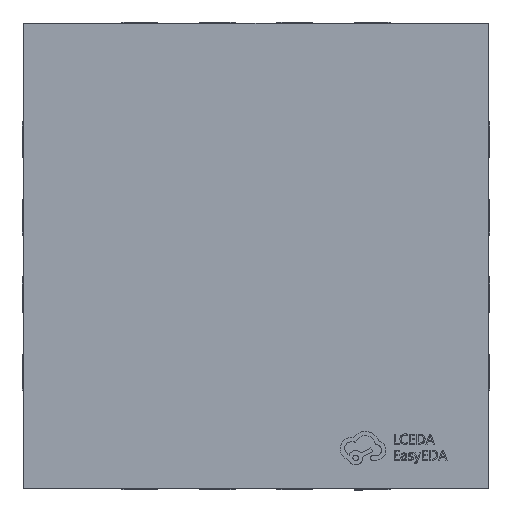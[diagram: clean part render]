
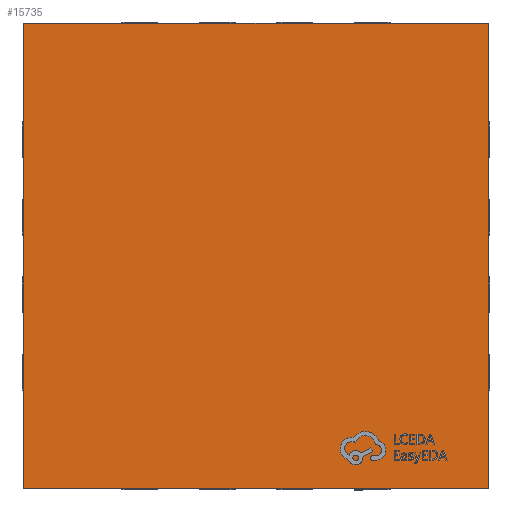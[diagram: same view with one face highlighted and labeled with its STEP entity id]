
A CAD part, top view. The second image highlights one B-rep face of the part: STEP entity #15735.
In plain terms, the highlighted planar face has unit normal (0, 0, 1).
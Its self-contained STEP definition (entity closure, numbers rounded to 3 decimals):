
#31 = VECTOR ( 'NONE', #11342, 1000. ) ;
#362 = VERTEX_POINT ( 'NONE', #3317 ) ;
#984 = VERTEX_POINT ( 'NONE', #6604 ) ;
#1092 = LINE ( 'NONE', #11572, #16099 ) ;
#1223 = PLANE ( 'NONE',  #4544 ) ;
#1453 = DIRECTION ( 'NONE',  ( 1., 0., 0. ) ) ;
#1862 = DIRECTION ( 'NONE',  ( 1., 0., 0. ) ) ;
#3317 = CARTESIAN_POINT ( 'NONE',  ( -1.5, -1.5, 0.85 ) ) ;
#3792 = VERTEX_POINT ( 'NONE', #17734 ) ;
#4544 = AXIS2_PLACEMENT_3D ( 'NONE', #10284, #11731, #1862 ) ;
#5003 = EDGE_CURVE ( 'NONE', #3792, #6424, #9878, .T. ) ;
#5762 = EDGE_LOOP ( 'NONE', ( #17248, #9904, #8775, #9538 ) ) ;
#6423 = VECTOR ( 'NONE', #14435, 1000. ) ;
#6424 = VERTEX_POINT ( 'NONE', #13945 ) ;
#6604 = CARTESIAN_POINT ( 'NONE',  ( 1.5, -1.5, 0.85 ) ) ;
#8357 = EDGE_CURVE ( 'NONE', #984, #3792, #9996, .T. ) ;
#8775 = ORIENTED_EDGE ( 'NONE', *, *, #8357, .T. ) ;
#9538 = ORIENTED_EDGE ( 'NONE', *, *, #5003, .T. ) ;
#9878 = LINE ( 'NONE', #11475, #6423 ) ;
#9904 = ORIENTED_EDGE ( 'NONE', *, *, #13337, .T. ) ;
#9973 = CARTESIAN_POINT ( 'NONE',  ( -1.5, 1.5, 0.85 ) ) ;
#9996 = LINE ( 'NONE', #11430, #31 ) ;
#10284 = CARTESIAN_POINT ( 'NONE',  ( 0., 0., 0.85 ) ) ;
#10337 = LINE ( 'NONE', #9973, #14618 ) ;
#11342 = DIRECTION ( 'NONE',  ( 0., 1., 0. ) ) ;
#11430 = CARTESIAN_POINT ( 'NONE',  ( 1.5, 1.5, 0.85 ) ) ;
#11475 = CARTESIAN_POINT ( 'NONE',  ( -1.5, 1.5, 0.85 ) ) ;
#11572 = CARTESIAN_POINT ( 'NONE',  ( -1.5, -1.5, 0.85 ) ) ;
#11731 = DIRECTION ( 'NONE',  ( 0., 0., 1. ) ) ;
#13337 = EDGE_CURVE ( 'NONE', #362, #984, #1092, .T. ) ;
#13945 = CARTESIAN_POINT ( 'NONE',  ( -1.5, 1.5, 0.85 ) ) ;
#14435 = DIRECTION ( 'NONE',  ( -1., 0., 0. ) ) ;
#14618 = VECTOR ( 'NONE', #17353, 1000. ) ;
#15735 = ADVANCED_FACE ( 'NONE', ( #17294 ), #1223, .T. ) ;
#16099 = VECTOR ( 'NONE', #1453, 1000. ) ;
#16876 = EDGE_CURVE ( 'NONE', #6424, #362, #10337, .T. ) ;
#17248 = ORIENTED_EDGE ( 'NONE', *, *, #16876, .T. ) ;
#17294 = FACE_OUTER_BOUND ( 'NONE', #5762, .T. ) ;
#17353 = DIRECTION ( 'NONE',  ( 0., -1., 0. ) ) ;
#17734 = CARTESIAN_POINT ( 'NONE',  ( 1.5, 1.5, 0.85 ) ) ;
